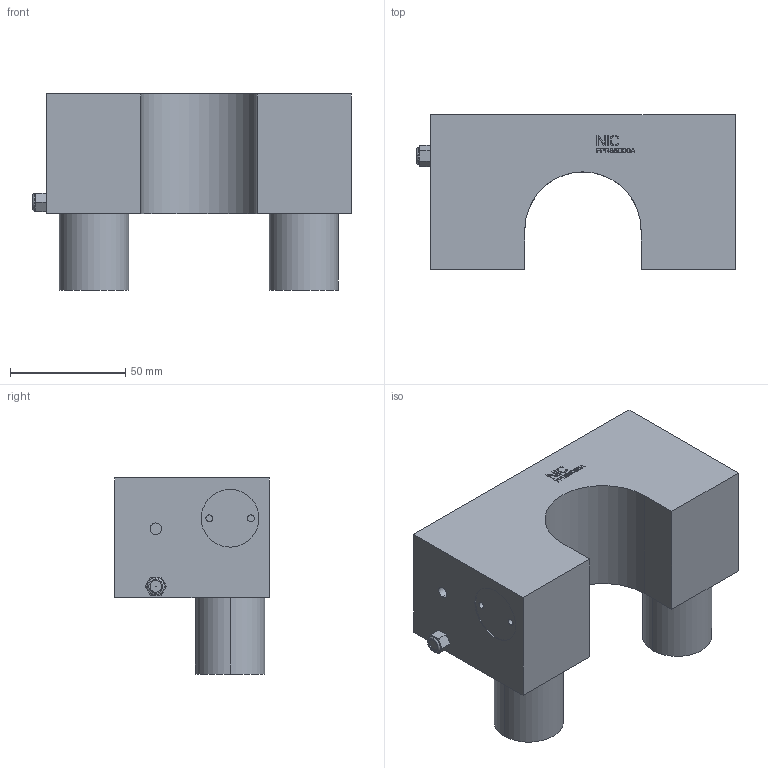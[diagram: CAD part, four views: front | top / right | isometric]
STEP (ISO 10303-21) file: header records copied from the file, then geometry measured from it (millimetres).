
FILE_DESCRIPTION((''),'2;1');
FILE_NAME('FPRS5000A','2025-05-19T10:34:48',('lx'),(''),'CREO PARAMETRIC BY PTC INC, 2018100','CREO PARAMETRIC BY PTC INC, 2018100','');
FILE_SCHEMA(('CONFIG_CONTROL_DESIGN'));
Length unit declared in the file: millimetre
Products named in the file (1): FPRS5000A
Bounding box: 138 x 67 x 85 mm (x, y, z)
Volume: 392110.6 mm3; surface area: 50732.6 mm2
Topology: 1 solids, 4 shells, 471 faces, 1269 edges, 841 vertices
Faces by surface type: plane 408, cylinder 43, cone 16, torus 2, sphere 2
Entity records: 14627 total; most frequent: CARTESIAN_POINT 2693, ORIENTED_EDGE 2534, DIRECTION 2301, EDGE_CURVE 1267, VECTOR 1127, LINE 1127, VERTEX_POINT 841, AXIS2_PLACEMENT_3D 587
